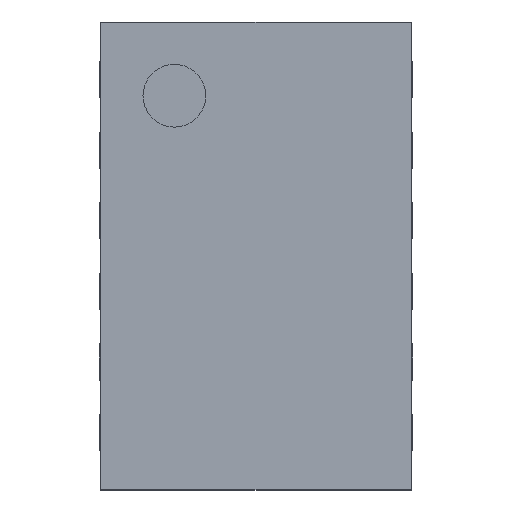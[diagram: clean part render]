
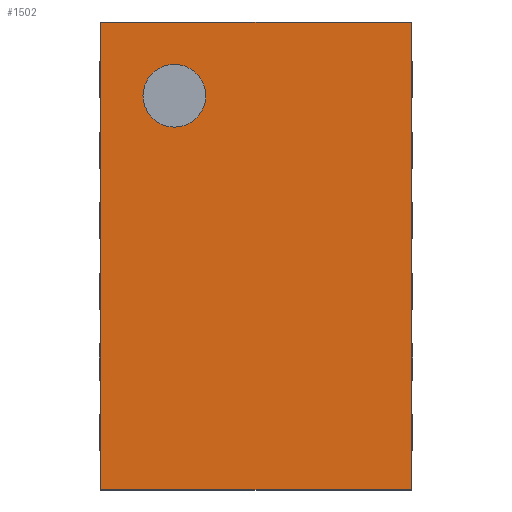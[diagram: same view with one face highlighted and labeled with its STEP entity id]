
A CAD part, top view. The second image highlights one B-rep face of the part: STEP entity #1502.
In plain terms, the highlighted planar face has unit normal (0, 0, 1).
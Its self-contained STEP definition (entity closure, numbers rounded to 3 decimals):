
#12=DIRECTION('',(0.,0.,1.));
#157=VECTOR('',#158,1.);
#158=DIRECTION('',(0.,-1.,0.));
#164=VECTOR('',#165,1.);
#165=DIRECTION('',(1.,0.,0.));
#186=DIRECTION('',(0.,0.,-1.));
#480=VERTEX_POINT('',#481);
#481=CARTESIAN_POINT('',(0.99,1.49,0.77));
#484=EDGE_CURVE('',#480,#485,#487,.T.);
#485=VERTEX_POINT('',#486);
#486=CARTESIAN_POINT('',(0.99,-1.49,0.77));
#487=LINE('',#481,#157);
#590=VERTEX_POINT('',#591);
#591=CARTESIAN_POINT('',(-0.99,1.49,0.77));
#594=ORIENTED_EDGE('',*,*,#595,.F.);
#595=EDGE_CURVE('',#590,#480,#596,.T.);
#596=LINE('',#591,#164);
#628=ORIENTED_EDGE('',*,*,#629,.T.);
#629=EDGE_CURVE('',#590,#630,#632,.T.);
#630=VERTEX_POINT('',#631);
#631=CARTESIAN_POINT('',(-0.99,-1.49,0.77));
#632=LINE('',#591,#157);
#1421=EDGE_CURVE('',#630,#485,#1422,.T.);
#1422=LINE('',#631,#164);
#1502=ADVANCED_FACE('',(#1503,#1507),#1516,.T.);
#1503=FACE_BOUND('',#1504,.T.);
#1504=EDGE_LOOP('',(#594,#628,#1505,#1506));
#1505=ORIENTED_EDGE('',*,*,#1421,.T.);
#1506=ORIENTED_EDGE('',*,*,#484,.F.);
#1507=FACE_BOUND('',#1508,.T.);
#1508=EDGE_LOOP('',(#1509));
#1509=ORIENTED_EDGE('',*,*,#1510,.T.);
#1510=EDGE_CURVE('',#1511,#1511,#1513,.T.);
#1511=VERTEX_POINT('',#1512);
#1512=CARTESIAN_POINT('',(-0.52,0.82,0.77));
#1513=CIRCLE('',#1514,0.2);
#1514=AXIS2_PLACEMENT_3D('',#1515,#186,#158);
#1515=CARTESIAN_POINT('',(-0.52,1.02,0.77));
#1516=PLANE('',#1517);
#1517=AXIS2_PLACEMENT_3D('',#591,#12,#158);
